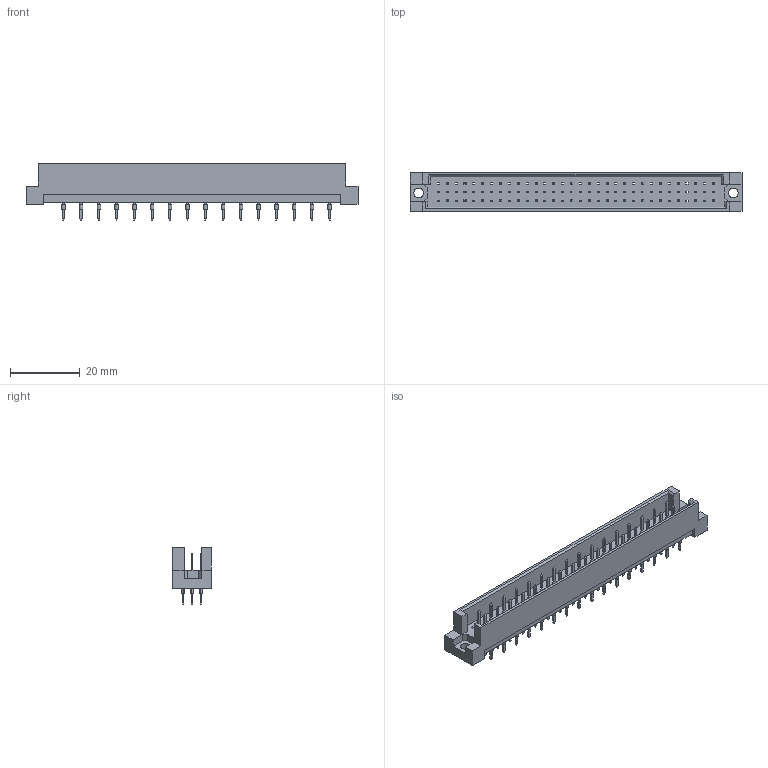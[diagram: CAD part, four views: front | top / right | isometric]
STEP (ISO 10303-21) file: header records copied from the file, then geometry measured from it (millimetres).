
FILE_DESCRIPTION (( 'STEP AP203' ), '1' );
FILE_NAME ('493-148-370-321.STEP', '2019-11-11T21:23:09', ( '' ), ( '' ), 'SwSTEP 2.0', 'SolidWorks 2020', '' );
FILE_SCHEMA (( 'CONFIG_CONTROL_DESIGN' ));
Length unit declared in the file: millimetre
Products named in the file (3): 493-148-370-321; 493-290_70; 493 Part_96
Assembly tree (49 placements, depth 2):
  493-148-370-321
    493 Part_96
    493-290_70  x48
Bounding box: 95 x 11.1 x 16.2 mm (x, y, z)
Volume: 5898.8 mm3; surface area: 8112 mm2
Topology: 49 solids, 49 shells, 1492 faces, 3506 edges, 2208 vertices
Faces by surface type: plane 1392, cylinder 100
Entity records: 17085 total; most frequent: CARTESIAN_POINT 2746, ORIENTED_EDGE 2688, DIRECTION 2376, EDGE_CURVE 1344, VECTOR 1332, LINE 1332, VERTEX_POINT 892, EDGE_LOOP 656
